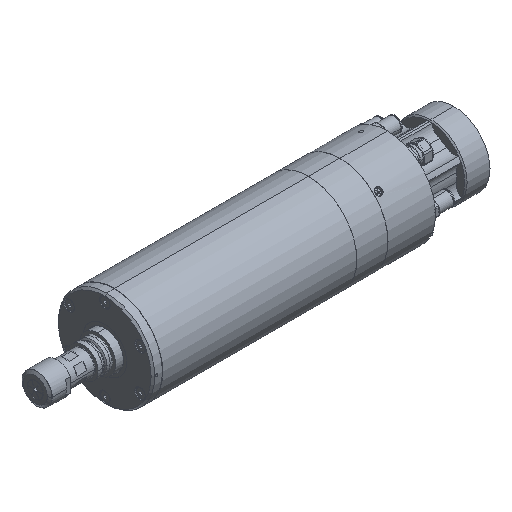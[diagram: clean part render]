
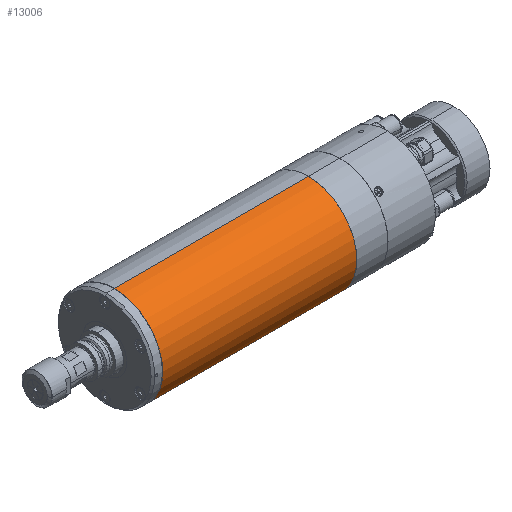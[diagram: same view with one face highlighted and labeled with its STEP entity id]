
A CAD part, isometric view. The second image highlights one B-rep face of the part: STEP entity #13006.
In plain terms, the highlighted cylindrical face has radius 40 mm (diameter 80 mm), a partial arc.
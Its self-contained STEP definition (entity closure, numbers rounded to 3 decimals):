
#5696 = DIRECTION ( 'NONE',  ( 1., 0., 0. ) ) ;
#5697 = VECTOR ( 'NONE', #5696, 1000. ) ;
#5698 = CARTESIAN_POINT ( 'NONE',  ( 177.1, 0., -40. ) ) ;
#5699 = LINE ( 'NONE', #5698, #5697 ) ;
#5700 = CARTESIAN_POINT ( 'NONE',  ( 177.1, 0., -40. ) ) ;
#5706 = CARTESIAN_POINT ( 'NONE',  ( 177.1, 0., 40. ) ) ;
#5707 = DIRECTION ( 'NONE',  ( 1., 0., 0. ) ) ;
#5708 = VECTOR ( 'NONE', #5707, 1000. ) ;
#5709 = CARTESIAN_POINT ( 'NONE',  ( 177.1, 0., 40. ) ) ;
#5710 = LINE ( 'NONE', #5709, #5708 ) ;
#5711 = CARTESIAN_POINT ( 'NONE',  ( 16.1, 0., 40. ) ) ;
#5744 = DIRECTION ( 'NONE',  ( 0., 0., -1. ) ) ;
#5745 = DIRECTION ( 'NONE',  ( 1., 0., 0. ) ) ;
#5746 = CARTESIAN_POINT ( 'NONE',  ( 16.1, 0., 0. ) ) ;
#5747 = AXIS2_PLACEMENT_3D ( 'NONE', #5746, #5745, #5744 ) ;
#5748 = CIRCLE ( 'NONE', #5747, 40. ) ;
#5763 = DIRECTION ( 'NONE',  ( 1., 0., 0. ) ) ;
#5764 = CARTESIAN_POINT ( 'NONE',  ( 177.1, 0., 0. ) ) ;
#5765 = AXIS2_PLACEMENT_3D ( 'NONE', #5764, #5763, #5825 ) ;
#5766 = CIRCLE ( 'NONE', #5765, 40. ) ;
#5825 = DIRECTION ( 'NONE',  ( 0., 0., -1. ) ) ;
#5905 = DIRECTION ( 'NONE',  ( 0., 0., -1. ) ) ;
#5906 = DIRECTION ( 'NONE',  ( 1., 0., 0. ) ) ;
#5907 = AXIS2_PLACEMENT_3D ( 'NONE', #5909, #5906, #5905 ) ;
#5909 = CARTESIAN_POINT ( 'NONE',  ( 177.1, 0., 0. ) ) ;
#5910 = CYLINDRICAL_SURFACE ( 'NONE', #5907, 40. ) ;
#5911 = FACE_OUTER_BOUND ( 'NONE', #13009, .T. ) ;
#12750 = VERTEX_POINT ( 'NONE', #18486 ) ;
#12823 = VERTEX_POINT ( 'NONE', #5711 ) ;
#12826 = EDGE_CURVE ( 'NONE', #12823, #12828, #5710, .T. ) ;
#12828 = VERTEX_POINT ( 'NONE', #5706 ) ;
#12835 = VERTEX_POINT ( 'NONE', #5700 ) ;
#12837 = EDGE_CURVE ( 'NONE', #12750, #12835, #5699, .T. ) ;
#12847 = ORIENTED_EDGE ( 'NONE', *, *, #12826, .F. ) ;
#12848 = ORIENTED_EDGE ( 'NONE', *, *, #12849, .T. ) ;
#12849 = EDGE_CURVE ( 'NONE', #12823, #12750, #5748, .T. ) ;
#12852 = ORIENTED_EDGE ( 'NONE', *, *, #12837, .T. ) ;
#12854 = ORIENTED_EDGE ( 'NONE', *, *, #12902, .F. ) ;
#12902 = EDGE_CURVE ( 'NONE', #12828, #12835, #5766, .T. ) ;
#13006 = ADVANCED_FACE ( 'NONE', ( #5911 ), #5910, .T. ) ;
#13009 = EDGE_LOOP ( 'NONE', ( #12847, #12848, #12852, #12854 ) ) ;
#18486 = CARTESIAN_POINT ( 'NONE',  ( 16.1, 0., -40. ) ) ;
